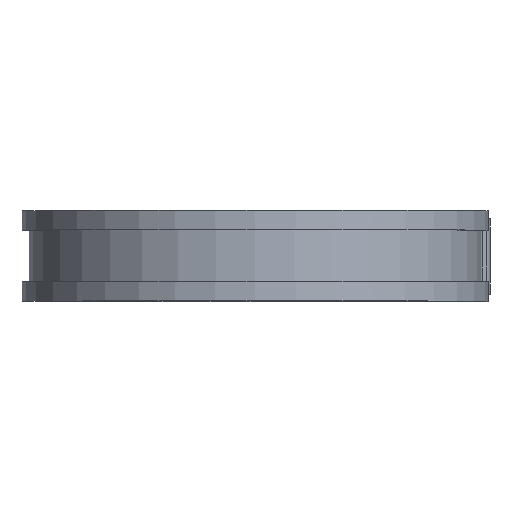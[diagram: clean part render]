
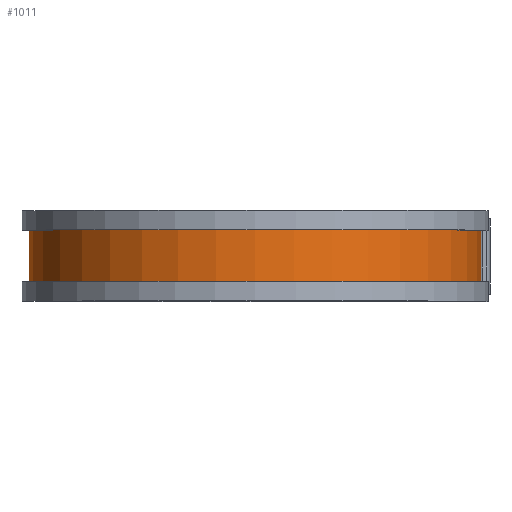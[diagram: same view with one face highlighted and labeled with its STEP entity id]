
A CAD part, top view. The second image highlights one B-rep face of the part: STEP entity #1011.
In plain terms, the highlighted cylindrical face has radius 47.193 mm (diameter 94.386 mm), a partial arc.
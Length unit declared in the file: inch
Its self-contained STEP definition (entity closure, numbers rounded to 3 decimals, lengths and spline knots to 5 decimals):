
#75 = VERTEX_POINT ( 'NONE', #1359 ) ;
#118 = CARTESIAN_POINT ( 'NONE',  ( 0., 0.3125, -1.858 ) ) ;
#141 = DIRECTION ( 'NONE',  ( 0., -1., 0. ) ) ;
#168 = DIRECTION ( 'NONE',  ( 0., -1., 0. ) ) ;
#193 = CARTESIAN_POINT ( 'NONE',  ( 0., 0.3125, 0. ) ) ;
#303 = CARTESIAN_POINT ( 'NONE',  ( 0., -0.2125, -1.858 ) ) ;
#315 = CIRCLE ( 'NONE', #703, 1.858 ) ;
#358 = ORIENTED_EDGE ( 'NONE', *, *, #959, .T. ) ;
#432 = LINE ( 'NONE', #1414, #549 ) ;
#499 = CYLINDRICAL_SURFACE ( 'NONE', #1565, 1.858 ) ;
#507 = FACE_OUTER_BOUND ( 'NONE', #1597, .T. ) ;
#549 = VECTOR ( 'NONE', #1384, 39.37008 ) ;
#567 = CIRCLE ( 'NONE', #991, 1.858 ) ;
#624 = EDGE_CURVE ( 'NONE', #777, #75, #567, .T. ) ;
#628 = CARTESIAN_POINT ( 'NONE',  ( 1.858, -0.2125, 0. ) ) ;
#650 = EDGE_CURVE ( 'NONE', #777, #1372, #432, .T. ) ;
#703 = AXIS2_PLACEMENT_3D ( 'NONE', #989, #168, #1135 ) ;
#777 = VERTEX_POINT ( 'NONE', #994 ) ;
#839 = ORIENTED_EDGE ( 'NONE', *, *, #624, .T. ) ;
#882 = ORIENTED_EDGE ( 'NONE', *, *, #650, .F. ) ;
#923 = VECTOR ( 'NONE', #141, 39.37008 ) ;
#959 = EDGE_CURVE ( 'NONE', #75, #1649, #1454, .T. ) ;
#989 = CARTESIAN_POINT ( 'NONE',  ( 0., -0.2125, 0. ) ) ;
#991 = AXIS2_PLACEMENT_3D ( 'NONE', #1441, #1436, #1434 ) ;
#994 = CARTESIAN_POINT ( 'NONE',  ( 1.858, 0.2125, 0. ) ) ;
#1011 = ADVANCED_FACE ( 'NONE', ( #507 ), #499, .T. ) ;
#1135 = DIRECTION ( 'NONE',  ( 0., 0., -1. ) ) ;
#1210 = DIRECTION ( 'NONE',  ( 0., 0., -1. ) ) ;
#1359 = CARTESIAN_POINT ( 'NONE',  ( 0., 0.2125, -1.858 ) ) ;
#1372 = VERTEX_POINT ( 'NONE', #628 ) ;
#1384 = DIRECTION ( 'NONE',  ( 0., -1., 0. ) ) ;
#1414 = CARTESIAN_POINT ( 'NONE',  ( 1.858, 0.3125, 0. ) ) ;
#1434 = DIRECTION ( 'NONE',  ( 0., 0., -1. ) ) ;
#1436 = DIRECTION ( 'NONE',  ( 0., -1., 0. ) ) ;
#1441 = CARTESIAN_POINT ( 'NONE',  ( 0., 0.2125, 0. ) ) ;
#1454 = LINE ( 'NONE', #118, #923 ) ;
#1565 = AXIS2_PLACEMENT_3D ( 'NONE', #193, #1727, #1210 ) ;
#1592 = EDGE_CURVE ( 'NONE', #1372, #1649, #315, .T. ) ;
#1597 = EDGE_LOOP ( 'NONE', ( #882, #839, #358, #1680 ) ) ;
#1649 = VERTEX_POINT ( 'NONE', #303 ) ;
#1680 = ORIENTED_EDGE ( 'NONE', *, *, #1592, .F. ) ;
#1727 = DIRECTION ( 'NONE',  ( 0., -1., 0. ) ) ;
